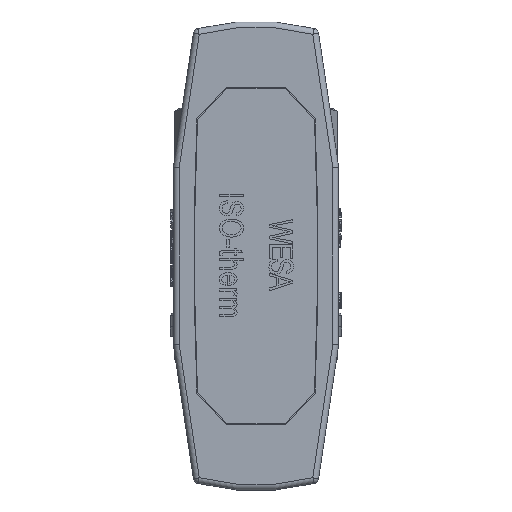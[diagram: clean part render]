
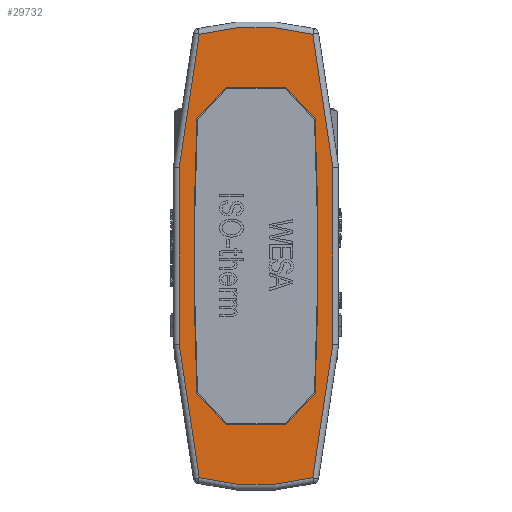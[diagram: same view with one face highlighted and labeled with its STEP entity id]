
A CAD part, left-side view. The second image highlights one B-rep face of the part: STEP entity #29732.
In plain terms, the highlighted face is planar.
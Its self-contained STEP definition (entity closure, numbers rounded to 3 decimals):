
#1787=CIRCLE('',#39047,38.75);
#1789=CIRCLE('',#39050,38.75);
#1790=CIRCLE('',#39051,538.206);
#1791=CIRCLE('',#39052,538.206);
#5127=ORIENTED_EDGE('',*,*,#12832,.F.);
#5128=ORIENTED_EDGE('',*,*,#12833,.F.);
#5129=ORIENTED_EDGE('',*,*,#12834,.T.);
#5130=ORIENTED_EDGE('',*,*,#12835,.T.);
#5131=ORIENTED_EDGE('',*,*,#12761,.T.);
#5132=ORIENTED_EDGE('',*,*,#12836,.T.);
#5133=ORIENTED_EDGE('',*,*,#12830,.T.);
#5134=ORIENTED_EDGE('',*,*,#12790,.F.);
#5135=ORIENTED_EDGE('',*,*,#12837,.T.);
#5136=ORIENTED_EDGE('',*,*,#12838,.F.);
#5137=ORIENTED_EDGE('',*,*,#12839,.F.);
#5138=ORIENTED_EDGE('',*,*,#12840,.F.);
#5139=ORIENTED_EDGE('',*,*,#12841,.F.);
#5140=ORIENTED_EDGE('',*,*,#12842,.F.);
#5141=ORIENTED_EDGE('',*,*,#12843,.F.);
#5142=ORIENTED_EDGE('',*,*,#12844,.F.);
#12761=EDGE_CURVE('',#16862,#16863,#20244,.T.);
#12790=EDGE_CURVE('',#16884,#16868,#20262,.T.);
#12830=EDGE_CURVE('',#16871,#16868,#1787,.T.);
#12832=EDGE_CURVE('',#16907,#16884,#20294,.T.);
#12833=EDGE_CURVE('',#16908,#16907,#20295,.T.);
#12834=EDGE_CURVE('',#16908,#16909,#1789,.T.);
#12835=EDGE_CURVE('',#16909,#16862,#20296,.T.);
#12836=EDGE_CURVE('',#16863,#16871,#20297,.T.);
#12837=EDGE_CURVE('',#16910,#16911,#1790,.T.);
#12838=EDGE_CURVE('',#16912,#16911,#20298,.T.);
#12839=EDGE_CURVE('',#16913,#16912,#20299,.T.);
#12840=EDGE_CURVE('',#16914,#16913,#20300,.T.);
#12841=EDGE_CURVE('',#16915,#16914,#1791,.T.);
#12842=EDGE_CURVE('',#16916,#16915,#20301,.T.);
#12843=EDGE_CURVE('',#16917,#16916,#20302,.T.);
#12844=EDGE_CURVE('',#16910,#16917,#20303,.T.);
#16862=VERTEX_POINT('',#54668);
#16863=VERTEX_POINT('',#54669);
#16868=VERTEX_POINT('',#54680);
#16871=VERTEX_POINT('',#54687);
#16884=VERTEX_POINT('',#54726);
#16907=VERTEX_POINT('',#54808);
#16908=VERTEX_POINT('',#54810);
#16909=VERTEX_POINT('',#54812);
#16910=VERTEX_POINT('',#54816);
#16911=VERTEX_POINT('',#54817);
#16912=VERTEX_POINT('',#54819);
#16913=VERTEX_POINT('',#54821);
#16914=VERTEX_POINT('',#54823);
#16915=VERTEX_POINT('',#54825);
#16916=VERTEX_POINT('',#54827);
#16917=VERTEX_POINT('',#54829);
#20244=LINE('',#54667,#22804);
#20262=LINE('',#54725,#22822);
#20294=LINE('',#54807,#22854);
#20295=LINE('',#54809,#22855);
#20296=LINE('',#54813,#22856);
#20297=LINE('',#54814,#22857);
#20298=LINE('',#54818,#22858);
#20299=LINE('',#54820,#22859);
#20300=LINE('',#54822,#22860);
#20301=LINE('',#54826,#22861);
#20302=LINE('',#54828,#22862);
#20303=LINE('',#54830,#22863);
#22804=VECTOR('',#44472,1000.);
#22822=VECTOR('',#44526,1000.);
#22854=VECTOR('',#44612,1000.);
#22855=VECTOR('',#44613,1000.);
#22856=VECTOR('',#44616,1000.);
#22857=VECTOR('',#44617,1000.);
#22858=VECTOR('',#44620,1000.);
#22859=VECTOR('',#44621,1000.);
#22860=VECTOR('',#44622,1000.);
#22861=VECTOR('',#44625,1000.);
#22862=VECTOR('',#44626,1000.);
#22863=VECTOR('',#44627,1000.);
#24649=EDGE_LOOP('',(#5127,#5128,#5129,#5130,#5131,#5132,#5133,#5134));
#24650=EDGE_LOOP('',(#5135,#5136,#5137,#5138,#5139,#5140,#5141,#5142));
#26473=FACE_BOUND('',#24649,.T.);
#26474=FACE_BOUND('',#24650,.T.);
#28225=PLANE('',#39049);
#29732=ADVANCED_FACE('',(#26473,#26474),#28225,.T.);
#39047=AXIS2_PLACEMENT_3D('',#54804,#44606,#44607);
#39049=AXIS2_PLACEMENT_3D('',#54806,#44610,#44611);
#39050=AXIS2_PLACEMENT_3D('',#54811,#44614,#44615);
#39051=AXIS2_PLACEMENT_3D('',#54815,#44618,#44619);
#39052=AXIS2_PLACEMENT_3D('',#54824,#44623,#44624);
#44472=DIRECTION('',(1.,0.,0.));
#44526=DIRECTION('',(0.989,-0.148,0.));
#44606=DIRECTION('',(0.,0.,1.));
#44607=DIRECTION('',(1.,0.,0.));
#44610=DIRECTION('',(0.,0.,1.));
#44611=DIRECTION('',(1.,0.,0.));
#44612=DIRECTION('',(1.,0.,0.));
#44613=DIRECTION('',(0.989,0.148,0.));
#44614=DIRECTION('',(0.,0.,1.));
#44615=DIRECTION('',(1.,0.,0.));
#44616=DIRECTION('',(0.989,-0.148,0.));
#44617=DIRECTION('',(0.989,0.148,0.));
#44618=DIRECTION('',(0.,0.,-1.));
#44619=DIRECTION('',(1.,0.,0.));
#44620=DIRECTION('',(0.728,-0.686,0.));
#44621=DIRECTION('',(0.,-1.,0.));
#44622=DIRECTION('',(-0.728,-0.686,0.));
#44623=DIRECTION('',(0.,0.,1.));
#44624=DIRECTION('',(1.,0.,0.));
#44625=DIRECTION('',(-0.728,0.686,0.));
#44626=DIRECTION('',(0.,1.,0.));
#44627=DIRECTION('',(0.728,0.686,0.));
#54667=CARTESIAN_POINT('',(-15.,-13.,48.));
#54668=CARTESIAN_POINT('',(-14.925,-13.,48.));
#54669=CARTESIAN_POINT('',(14.925,-13.,48.));
#54680=CARTESIAN_POINT('',(37.54,9.609,48.));
#54687=CARTESIAN_POINT('',(37.54,-9.609,48.));
#54725=CARTESIAN_POINT('',(4.164,14.614,48.));
#54726=CARTESIAN_POINT('',(14.925,13.,48.));
#54804=CARTESIAN_POINT('',(0.,0.,48.));
#54806=CARTESIAN_POINT('',(4.164,7.588,48.));
#54807=CARTESIAN_POINT('',(4.164,13.,48.));
#54808=CARTESIAN_POINT('',(-14.925,13.,48.));
#54809=CARTESIAN_POINT('',(4.164,15.863,48.));
#54810=CARTESIAN_POINT('',(-37.54,9.609,48.));
#54811=CARTESIAN_POINT('',(0.,0.,48.));
#54812=CARTESIAN_POINT('',(-37.54,-9.609,48.));
#54813=CARTESIAN_POINT('',(4.164,-15.863,48.));
#54814=CARTESIAN_POINT('',(4.164,-14.614,48.));
#54815=CARTESIAN_POINT('',(0.,527.706,48.));
#54816=CARTESIAN_POINT('',(23.194,-10.,48.));
#54817=CARTESIAN_POINT('',(-23.194,-10.,48.));
#54818=CARTESIAN_POINT('',(0.,-31.856,48.));
#54819=CARTESIAN_POINT('',(-28.5,-5.,48.));
#54820=CARTESIAN_POINT('',(-28.5,0.,48.));
#54821=CARTESIAN_POINT('',(-28.5,5.,48.));
#54822=CARTESIAN_POINT('',(0.,31.856,48.));
#54823=CARTESIAN_POINT('',(-23.194,10.,48.));
#54824=CARTESIAN_POINT('',(0.,-527.706,48.));
#54825=CARTESIAN_POINT('',(23.194,10.,48.));
#54826=CARTESIAN_POINT('',(0.,31.856,48.));
#54827=CARTESIAN_POINT('',(28.5,5.,48.));
#54828=CARTESIAN_POINT('',(28.5,0.,48.));
#54829=CARTESIAN_POINT('',(28.5,-5.,48.));
#54830=CARTESIAN_POINT('',(0.,-31.856,48.));
